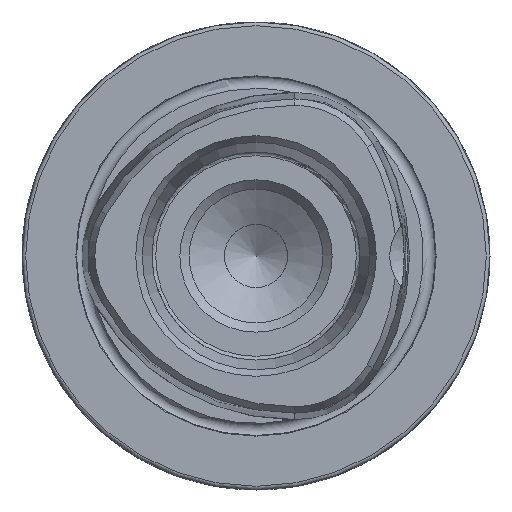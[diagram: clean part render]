
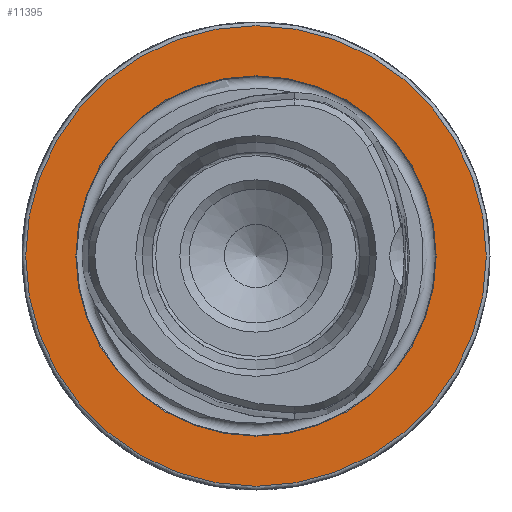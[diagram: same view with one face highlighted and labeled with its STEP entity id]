
A CAD part, left-side view. The second image highlights one B-rep face of the part: STEP entity #11395.
In plain terms, the highlighted planar face has unit normal (-1, 0, 0).
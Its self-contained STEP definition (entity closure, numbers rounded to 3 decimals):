
#22 = EDGE_CURVE ( 'NONE', #1152, #1152, #2053, .T. ) ;
#1152 = VERTEX_POINT ( 'NONE', #1806 ) ;
#1663 = AXIS2_PLACEMENT_3D ( 'NONE', #11983, #3802, #8342 ) ;
#1683 = VERTEX_POINT ( 'NONE', #6774 ) ;
#1806 = CARTESIAN_POINT ( 'NONE',  ( 0., 0., 24.25 ) ) ;
#1897 = DIRECTION ( 'NONE',  ( 0., 0., -1. ) ) ;
#2053 = CIRCLE ( 'NONE', #7929, 24.25 ) ;
#2482 = ORIENTED_EDGE ( 'NONE', *, *, #22, .F. ) ;
#3802 = DIRECTION ( 'NONE',  ( -1., 0., 0. ) ) ;
#6108 = FACE_OUTER_BOUND ( 'NONE', #11908, .T. ) ;
#6538 = AXIS2_PLACEMENT_3D ( 'NONE', #14968, #7831, #1897 ) ;
#6672 = FACE_BOUND ( 'NONE', #10079, .T. ) ;
#6774 = CARTESIAN_POINT ( 'NONE',  ( 0., 0., 31. ) ) ;
#7733 = PLANE ( 'NONE',  #6538 ) ;
#7831 = DIRECTION ( 'NONE',  ( 1., 0., 0. ) ) ;
#7929 = AXIS2_PLACEMENT_3D ( 'NONE', #11917, #10866, #9590 ) ;
#8342 = DIRECTION ( 'NONE',  ( 0., 0., 1. ) ) ;
#9590 = DIRECTION ( 'NONE',  ( 0., 0., 1. ) ) ;
#9955 = CIRCLE ( 'NONE', #1663, 31. ) ;
#10079 = EDGE_LOOP ( 'NONE', ( #2482 ) ) ;
#10866 = DIRECTION ( 'NONE',  ( -1., 0., 0. ) ) ;
#11395 = ADVANCED_FACE ( 'NONE', ( #6672, #6108 ), #7733, .F. ) ;
#11908 = EDGE_LOOP ( 'NONE', ( #13290 ) ) ;
#11917 = CARTESIAN_POINT ( 'NONE',  ( 0., 0., 0. ) ) ;
#11983 = CARTESIAN_POINT ( 'NONE',  ( 0., 0., 0. ) ) ;
#12201 = EDGE_CURVE ( 'NONE', #1683, #1683, #9955, .T. ) ;
#13290 = ORIENTED_EDGE ( 'NONE', *, *, #12201, .T. ) ;
#14968 = CARTESIAN_POINT ( 'NONE',  ( 0., 24.25, 0. ) ) ;
